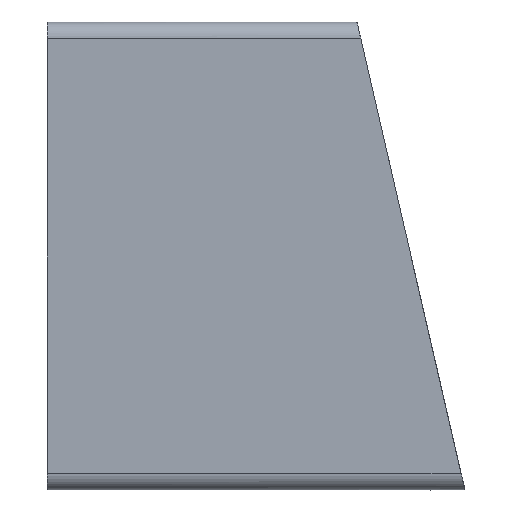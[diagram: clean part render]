
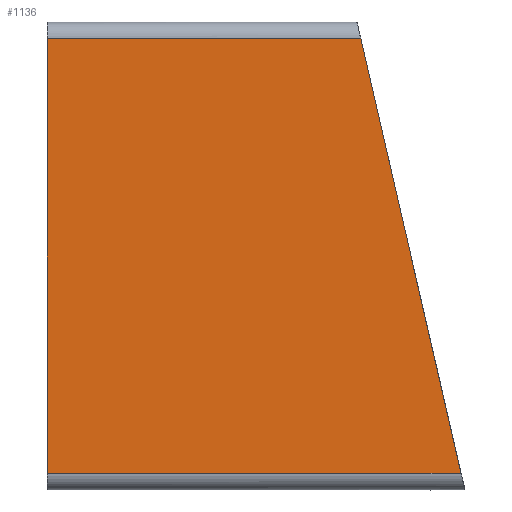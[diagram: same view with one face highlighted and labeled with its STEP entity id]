
A CAD part, left-side view. The second image highlights one B-rep face of the part: STEP entity #1136.
In plain terms, the highlighted planar face has unit normal (-1, 0, 0).
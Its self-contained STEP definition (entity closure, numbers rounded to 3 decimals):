
#19 = CARTESIAN_POINT ( 'NONE',  ( -17.65, 6.462, 41.25 ) ) ;
#33 = CARTESIAN_POINT ( 'NONE',  ( -17.65, -5.538, -10.75 ) ) ;
#72 = DIRECTION ( 'NONE',  ( 1., 0., 0. ) ) ;
#113 = VECTOR ( 'NONE', #380, 1000. ) ;
#119 = LINE ( 'NONE', #738, #1574 ) ;
#196 = CARTESIAN_POINT ( 'NONE',  ( -17.65, 44., -11.25 ) ) ;
#214 = DIRECTION ( 'NONE',  ( 0., -0.225, -0.974 ) ) ;
#307 = CARTESIAN_POINT ( 'NONE',  ( -17.65, 44., -10.75 ) ) ;
#332 = VERTEX_POINT ( 'NONE', #33 ) ;
#371 = LINE ( 'NONE', #887, #113 ) ;
#380 = DIRECTION ( 'NONE',  ( 0., 1., 0. ) ) ;
#389 = CARTESIAN_POINT ( 'NONE',  ( -17.65, -3.143, -0.371 ) ) ;
#451 = AXIS2_PLACEMENT_3D ( 'NONE', #196, #72, #699 ) ;
#454 = LINE ( 'NONE', #307, #1263 ) ;
#699 = DIRECTION ( 'NONE',  ( 0., 0., -1. ) ) ;
#710 = FACE_OUTER_BOUND ( 'NONE', #1550, .T. ) ;
#731 = LINE ( 'NONE', #389, #976 ) ;
#738 = CARTESIAN_POINT ( 'NONE',  ( -17.65, 44., -11.25 ) ) ;
#834 = VERTEX_POINT ( 'NONE', #1214 ) ;
#836 = ORIENTED_EDGE ( 'NONE', *, *, #856, .T. ) ;
#850 = ORIENTED_EDGE ( 'NONE', *, *, #1581, .F. ) ;
#856 = EDGE_CURVE ( 'NONE', #834, #869, #119, .T. ) ;
#869 = VERTEX_POINT ( 'NONE', #1498 ) ;
#887 = CARTESIAN_POINT ( 'NONE',  ( -17.65, 44., 41.25 ) ) ;
#951 = EDGE_CURVE ( 'NONE', #986, #834, #371, .T. ) ;
#976 = VECTOR ( 'NONE', #214, 1000. ) ;
#980 = DIRECTION ( 'NONE',  ( 0., 0., -1. ) ) ;
#986 = VERTEX_POINT ( 'NONE', #19 ) ;
#1136 = ADVANCED_FACE ( 'NONE', ( #710 ), #1197, .F. ) ;
#1197 = PLANE ( 'NONE',  #451 ) ;
#1214 = CARTESIAN_POINT ( 'NONE',  ( -17.65, 44., 41.25 ) ) ;
#1263 = VECTOR ( 'NONE', #1539, 1000. ) ;
#1306 = ORIENTED_EDGE ( 'NONE', *, *, #951, .T. ) ;
#1315 = ORIENTED_EDGE ( 'NONE', *, *, #1518, .T. ) ;
#1498 = CARTESIAN_POINT ( 'NONE',  ( -17.65, 44., -10.75 ) ) ;
#1518 = EDGE_CURVE ( 'NONE', #869, #332, #454, .T. ) ;
#1539 = DIRECTION ( 'NONE',  ( 0., -1., 0. ) ) ;
#1550 = EDGE_LOOP ( 'NONE', ( #850, #1306, #836, #1315 ) ) ;
#1574 = VECTOR ( 'NONE', #980, 1000. ) ;
#1581 = EDGE_CURVE ( 'NONE', #986, #332, #731, .T. ) ;
